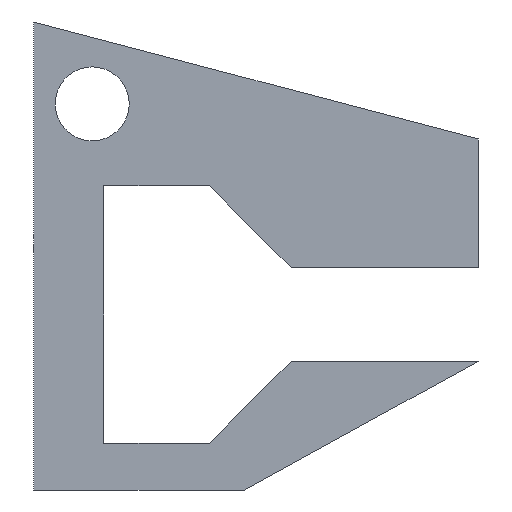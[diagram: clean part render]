
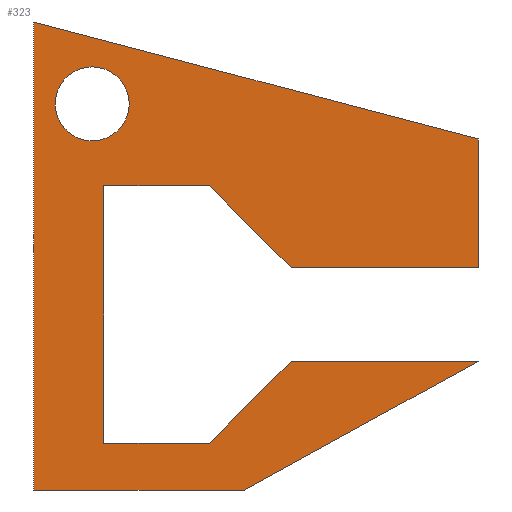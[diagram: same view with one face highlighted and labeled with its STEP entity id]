
A CAD part, front view. The second image highlights one B-rep face of the part: STEP entity #323.
In plain terms, the highlighted planar face has unit normal (0, -1, 0).
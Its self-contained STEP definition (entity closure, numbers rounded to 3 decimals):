
#17=FACE_BOUND('',#54,.T.);
#20=CIRCLE('',#344,1.581);
#36=FACE_OUTER_BOUND('',#53,.T.);
#53=EDGE_LOOP('',(#279,#280,#281,#282,#283,#284,#285,#286,#287,#288,#289,
#290,#291));
#54=EDGE_LOOP('',(#292));
#57=LINE('',#445,#97);
#71=LINE('',#477,#111);
#74=LINE('',#486,#114);
#77=LINE('',#491,#117);
#79=LINE('',#496,#119);
#82=LINE('',#500,#122);
#84=LINE('',#504,#124);
#85=LINE('',#506,#125);
#86=LINE('',#509,#126);
#88=LINE('',#513,#128);
#90=LINE('',#517,#130);
#92=LINE('',#521,#132);
#94=LINE('',#524,#134);
#97=VECTOR('',#363,10.);
#111=VECTOR('',#385,10.);
#114=VECTOR('',#394,10.);
#117=VECTOR('',#399,10.);
#119=VECTOR('',#403,10.);
#122=VECTOR('',#408,10.);
#124=VECTOR('',#412,10.);
#125=VECTOR('',#415,10.);
#126=VECTOR('',#418,10.);
#128=VECTOR('',#422,10.);
#130=VECTOR('',#426,10.);
#132=VECTOR('',#430,10.);
#134=VECTOR('',#434,10.);
#137=VERTEX_POINT('',#442);
#138=VERTEX_POINT('',#444);
#152=VERTEX_POINT('',#476);
#153=VERTEX_POINT('',#480);
#154=VERTEX_POINT('',#484);
#155=VERTEX_POINT('',#485);
#156=VERTEX_POINT('',#490);
#157=VERTEX_POINT('',#494);
#158=VERTEX_POINT('',#495);
#159=VERTEX_POINT('',#502);
#160=VERTEX_POINT('',#508);
#161=VERTEX_POINT('',#512);
#162=VERTEX_POINT('',#516);
#163=VERTEX_POINT('',#520);
#166=EDGE_CURVE('',#137,#138,#57,.T.);
#182=EDGE_CURVE('',#138,#152,#71,.T.);
#185=EDGE_CURVE('',#153,#153,#20,.T.);
#186=EDGE_CURVE('',#154,#155,#74,.T.);
#189=EDGE_CURVE('',#156,#155,#77,.T.);
#191=EDGE_CURVE('',#157,#158,#79,.T.);
#194=EDGE_CURVE('',#137,#158,#82,.T.);
#196=EDGE_CURVE('',#159,#157,#84,.T.);
#197=EDGE_CURVE('',#156,#159,#85,.T.);
#198=EDGE_CURVE('',#160,#154,#86,.T.);
#200=EDGE_CURVE('',#160,#161,#88,.T.);
#202=EDGE_CURVE('',#161,#162,#90,.T.);
#204=EDGE_CURVE('',#162,#163,#92,.T.);
#206=EDGE_CURVE('',#152,#163,#94,.T.);
#279=ORIENTED_EDGE('',*,*,#166,.F.);
#280=ORIENTED_EDGE('',*,*,#194,.T.);
#281=ORIENTED_EDGE('',*,*,#191,.F.);
#282=ORIENTED_EDGE('',*,*,#196,.F.);
#283=ORIENTED_EDGE('',*,*,#197,.F.);
#284=ORIENTED_EDGE('',*,*,#189,.T.);
#285=ORIENTED_EDGE('',*,*,#186,.F.);
#286=ORIENTED_EDGE('',*,*,#198,.F.);
#287=ORIENTED_EDGE('',*,*,#200,.T.);
#288=ORIENTED_EDGE('',*,*,#202,.T.);
#289=ORIENTED_EDGE('',*,*,#204,.T.);
#290=ORIENTED_EDGE('',*,*,#206,.F.);
#291=ORIENTED_EDGE('',*,*,#182,.F.);
#292=ORIENTED_EDGE('',*,*,#185,.T.);
#307=PLANE('',#356);
#323=ADVANCED_FACE('',(#36,#17),#307,.F.);
#344=AXIS2_PLACEMENT_3D('',#482,#390,#391);
#356=AXIS2_PLACEMENT_3D('',#525,#435,#436);
#363=DIRECTION('',(-0.876,0.,-0.482));
#385=DIRECTION('',(-1.,0.,0.));
#390=DIRECTION('center_axis',(0.,1.,0.));
#391=DIRECTION('ref_axis',(0.,0.,-1.));
#394=DIRECTION('',(-0.707,0.,0.707));
#399=DIRECTION('',(1.,0.,0.));
#403=DIRECTION('',(0.707,0.,0.707));
#408=DIRECTION('',(-1.,0.,0.));
#412=DIRECTION('',(1.,0.,0.));
#415=DIRECTION('',(0.,0.,-1.));
#418=DIRECTION('',(-1.,0.,0.));
#422=DIRECTION('',(0.,0.,1.));
#426=DIRECTION('',(0.,0.,1.));
#430=DIRECTION('',(-0.967,0.,0.254));
#434=DIRECTION('',(0.,0.,1.));
#435=DIRECTION('center_axis',(0.,1.,0.));
#436=DIRECTION('ref_axis',(1.,0.,0.));
#442=CARTESIAN_POINT('',(15.,0.,3.5));
#444=CARTESIAN_POINT('',(5.,0.,-2.));
#445=CARTESIAN_POINT('',(9.803,0.,0.642));
#476=CARTESIAN_POINT('',(-4.,0.,-2.));
#477=CARTESIAN_POINT('',(5.,0.,-2.));
#480=CARTESIAN_POINT('',(-1.5,0.,16.081));
#482=CARTESIAN_POINT('Origin',(-1.5,0.,14.5));
#484=CARTESIAN_POINT('',(7.,0.,7.5));
#485=CARTESIAN_POINT('',(3.5,0.,11.));
#486=CARTESIAN_POINT('',(5.625,0.,8.875));
#490=CARTESIAN_POINT('',(-1.,0.,11.));
#491=CARTESIAN_POINT('',(3.5,0.,11.));
#494=CARTESIAN_POINT('',(3.5,0.,0.));
#495=CARTESIAN_POINT('',(7.,0.,3.5));
#496=CARTESIAN_POINT('',(6.875,0.,3.375));
#500=CARTESIAN_POINT('',(15.,0.,3.5));
#502=CARTESIAN_POINT('',(-1.,0.,0.));
#504=CARTESIAN_POINT('',(-1.,0.,0.));
#506=CARTESIAN_POINT('',(-1.,0.,11.));
#508=CARTESIAN_POINT('',(15.,0.,7.5));
#509=CARTESIAN_POINT('',(15.,0.,7.5));
#512=CARTESIAN_POINT('',(15.,0.,10.));
#513=CARTESIAN_POINT('',(15.,0.,7.5));
#516=CARTESIAN_POINT('',(15.,0.,13.));
#517=CARTESIAN_POINT('',(15.,0.,10.));
#520=CARTESIAN_POINT('',(-4.,0.,18.));
#521=CARTESIAN_POINT('',(15.,0.,13.));
#524=CARTESIAN_POINT('',(-4.,0.,-2.));
#525=CARTESIAN_POINT('Origin',(5.5,0.,8.));
